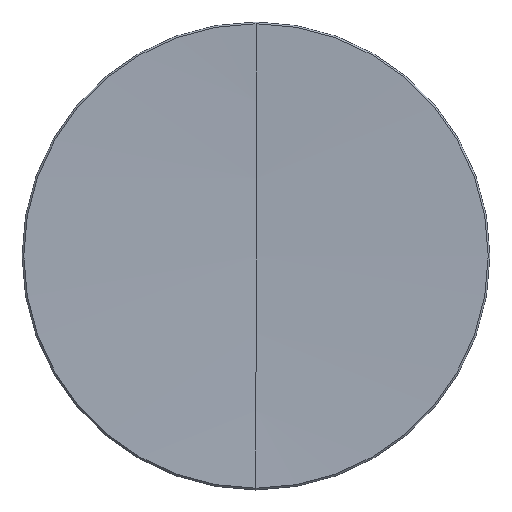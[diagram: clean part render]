
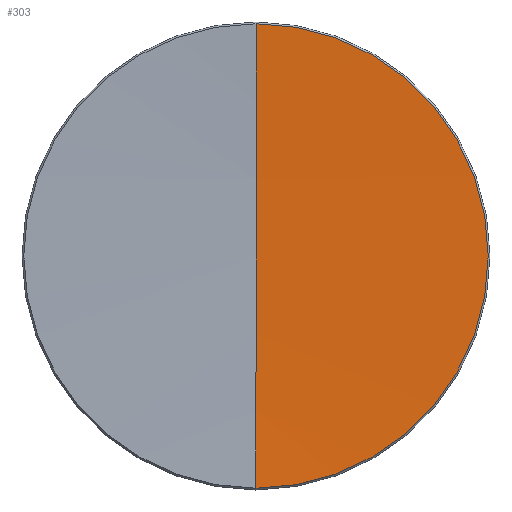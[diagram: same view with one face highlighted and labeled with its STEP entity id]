
A CAD part, top view. The second image highlights one B-rep face of the part: STEP entity #303.
In plain terms, the highlighted spherical face has radius 582.75 mm.
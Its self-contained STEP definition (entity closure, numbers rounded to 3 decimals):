
#3 = CIRCLE ( 'NONE', #282, 25.208 ) ;
#9 = AXIS2_PLACEMENT_3D ( 'NONE', #148, #249, #124 ) ;
#12 = ORIENTED_EDGE ( 'NONE', *, *, #326, .T. ) ;
#14 = VERTEX_POINT ( 'NONE', #146 ) ;
#18 = CARTESIAN_POINT ( 'NONE',  ( 0., 0., 17.046 ) ) ;
#29 = CIRCLE ( 'NONE', #91, 25.208 ) ;
#40 = ORIENTED_EDGE ( 'NONE', *, *, #331, .T. ) ;
#44 = VERTEX_POINT ( 'NONE', #18 ) ;
#45 = DIRECTION ( 'NONE',  ( 1., 0., 0. ) ) ;
#68 = CARTESIAN_POINT ( 'NONE',  ( 0., 25.208, 17.592 ) ) ;
#74 = DIRECTION ( 'NONE',  ( 1., 0., 0. ) ) ;
#77 = DIRECTION ( 'NONE',  ( -1., 0., 0. ) ) ;
#84 = DIRECTION ( 'NONE',  ( 0., 0., 1. ) ) ;
#86 = CIRCLE ( 'NONE', #263, 582.75 ) ;
#87 = EDGE_CURVE ( 'NONE', #14, #247, #3, .T. ) ;
#91 = AXIS2_PLACEMENT_3D ( 'NONE', #208, #84, #45 ) ;
#99 = EDGE_LOOP ( 'NONE', ( #174, #40, #12, #288 ) ) ;
#102 = CARTESIAN_POINT ( 'NONE',  ( 0., 0., 17.592 ) ) ;
#106 = CARTESIAN_POINT ( 'NONE',  ( 0., -25.208, 17.592 ) ) ;
#108 = DIRECTION ( 'NONE',  ( 0., 0., -1. ) ) ;
#124 = DIRECTION ( 'NONE',  ( 0., -1., 0. ) ) ;
#128 = EDGE_CURVE ( 'NONE', #44, #247, #86, .T. ) ;
#130 = CARTESIAN_POINT ( 'NONE',  ( 0., 0., 599.796 ) ) ;
#146 = CARTESIAN_POINT ( 'NONE',  ( 25.208, 0., 17.592 ) ) ;
#148 = CARTESIAN_POINT ( 'NONE',  ( 0., 0., 599.796 ) ) ;
#151 = DIRECTION ( 'NONE',  ( 0., 1., 0. ) ) ;
#160 = AXIS2_PLACEMENT_3D ( 'NONE', #130, #77, #151 ) ;
#174 = ORIENTED_EDGE ( 'NONE', *, *, #128, .F. ) ;
#178 = FACE_OUTER_BOUND ( 'NONE', #99, .T. ) ;
#181 = DIRECTION ( 'NONE',  ( 1., 0., 0. ) ) ;
#200 = DIRECTION ( 'NONE',  ( 0., 0., 1. ) ) ;
#207 = CARTESIAN_POINT ( 'NONE',  ( 0., 0., 599.796 ) ) ;
#208 = CARTESIAN_POINT ( 'NONE',  ( 0., 0., 17.592 ) ) ;
#212 = CIRCLE ( 'NONE', #9, 582.75 ) ;
#239 = VERTEX_POINT ( 'NONE', #106 ) ;
#247 = VERTEX_POINT ( 'NONE', #68 ) ;
#249 = DIRECTION ( 'NONE',  ( -1., 0., 0. ) ) ;
#263 = AXIS2_PLACEMENT_3D ( 'NONE', #207, #181, #108 ) ;
#282 = AXIS2_PLACEMENT_3D ( 'NONE', #102, #200, #74 ) ;
#288 = ORIENTED_EDGE ( 'NONE', *, *, #87, .T. ) ;
#303 = ADVANCED_FACE ( 'NONE', ( #178 ), #307, .F. ) ;
#307 = SPHERICAL_SURFACE ( 'NONE', #160, 582.75 ) ;
#326 = EDGE_CURVE ( 'NONE', #239, #14, #29, .T. ) ;
#331 = EDGE_CURVE ( 'NONE', #44, #239, #212, .T. ) ;
